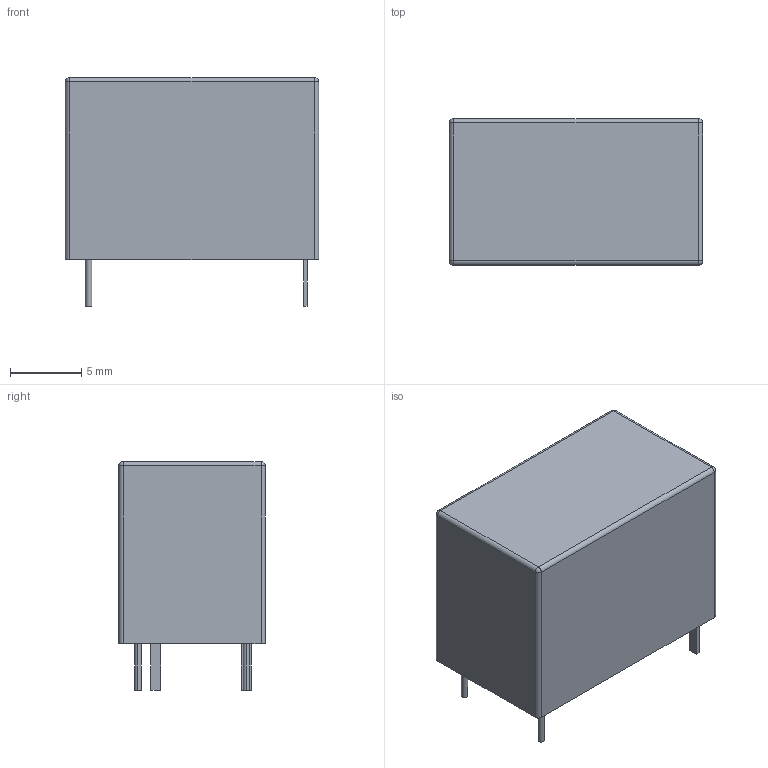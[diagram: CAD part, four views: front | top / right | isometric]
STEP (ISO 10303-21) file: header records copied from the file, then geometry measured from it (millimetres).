
FILE_DESCRIPTION (( 'STEP AP214' ), '1' );
FILE_NAME ('RELAY-TH_JVXXS-KT.step', '2022-07-09T13:41:06', ( '' ), ( '' ), 'SwSTEP 2.0', 'SolidWorks 2020', '' );
FILE_SCHEMA (( 'AUTOMOTIVE_DESIGN' ));
Length unit declared in the file: millimetre
Products named in the file (1): RELAY-TH_JVXXS-KT
Bounding box: 17.8 x 10.31 x 16.1 mm (x, y, z)
Volume: 2346.5 mm3; surface area: 1098.2 mm2
Topology: 1 solids, 1 shells, 317 faces, 847 edges, 558 vertices
Faces by surface type: plane 189, bspline 112, cylinder 12, sphere 4
Entity records: 13785 total; most frequent: CARTESIAN_POINT 3823, ORIENTED_EDGE 1686, DIRECTION 1051, EDGE_CURVE 843, LINE 591, VECTOR 591, VERTEX_POINT 558, EDGE_LOOP 347
